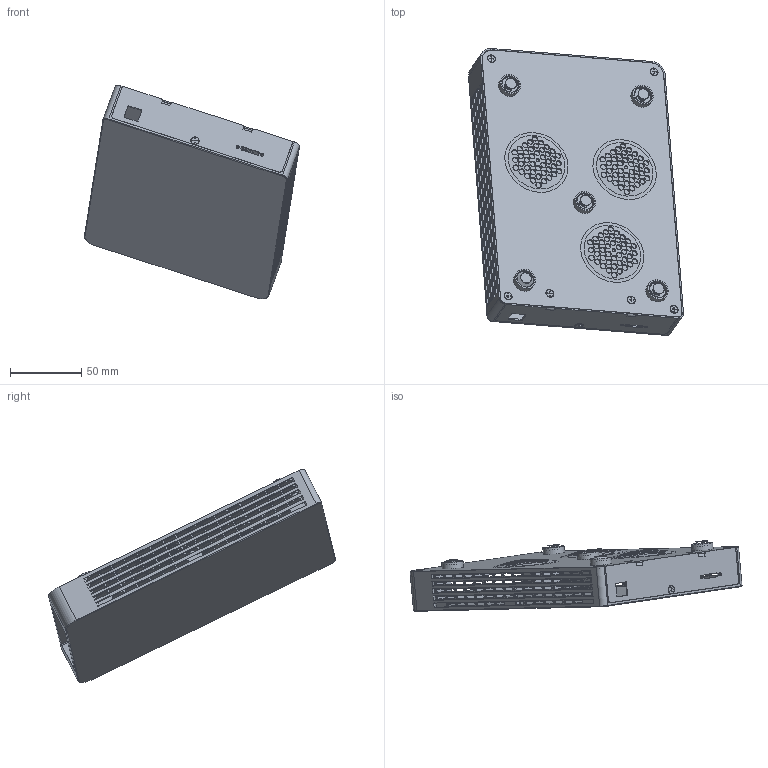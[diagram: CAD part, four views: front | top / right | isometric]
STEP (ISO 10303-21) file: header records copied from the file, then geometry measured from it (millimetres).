
FILE_DESCRIPTION(/* description */ (''),/* implementation_level */ '2;1');
FILE_NAME(/* name */ 'ArtUs EXT-1H .stp',/* time_stamp */ '2021-07-08T16:04:24+03:00',/* author */ ('Ciunel'),/* organization */ (''),/* preprocessor_version */ 'ST-DEVELOPER v18',/* originating_system */ 'Autodesk Inventor 2020',/* authorisation */ '');
FILE_SCHEMA (('AUTOMOTIVE_DESIGN { 1 0 10303 214 3 1 1 }'));
Products named in the file (1): ArtUs EXT-1H
Bounding box: 150.43 x 200.82 x 149.47 mm (x, y, z)
Volume: 126243.7 mm3; surface area: 143052.9 mm2
Topology: 3 solids, 3 shells, 1454 faces, 4591 edges, 3137 vertices
Faces by surface type: plane 697, cylinder 684, cone 37, torus 28, bspline 6, sphere 2
Full cylindrical faces by diameter (mm): 2.2 x2, 2.5 x3, 3 x19, 3.6 x2, 4 x138, 4.2 x2, 4.4 x1, 6 x3, 12 x5, 13.2 x5, 15 x5, 44 x3
Entity records: 67207 total; most frequent: CARTESIAN_POINT 23600, ORIENTED_EDGE 9182, DIRECTION 8116, EDGE_CURVE 4591, VERTEX_POINT 3137, AXIS2_PLACEMENT_3D 2795, LINE 2526, VECTOR 2526
